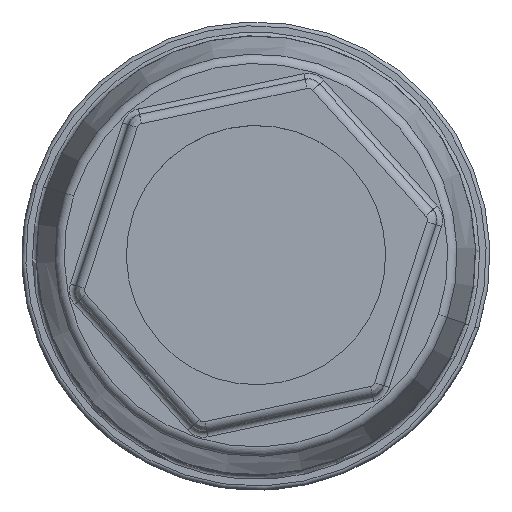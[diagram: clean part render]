
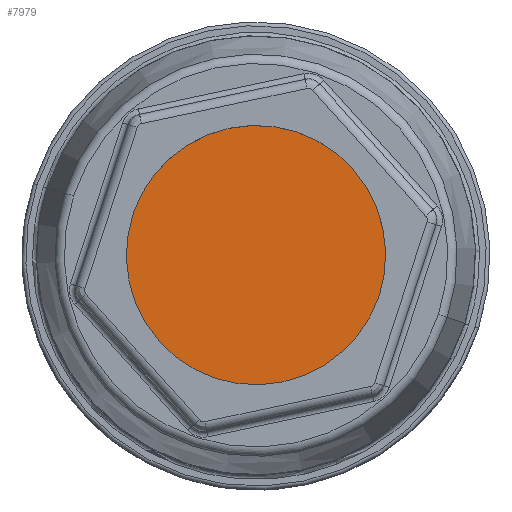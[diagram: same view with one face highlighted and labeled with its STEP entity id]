
A CAD part, top view. The second image highlights one B-rep face of the part: STEP entity #7979.
In plain terms, the highlighted planar face has unit normal (0, 0, 1).
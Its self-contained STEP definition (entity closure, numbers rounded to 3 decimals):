
#7936=AXIS2_PLACEMENT_3D('Circle Axis2P3D',#7934,#7935,$) ;
#7960=AXIS2_PLACEMENT_3D('Circle Axis2P3D',#7958,#7959,$) ;
#7973=AXIS2_PLACEMENT_3D('Plane Axis2P3D',#7970,#7971,#7972) ;
#7931=CARTESIAN_POINT('Vertex',(14.372,18.738,51.15)) ;
#7934=CARTESIAN_POINT('Axis2P3D Location',(12.271,12.271,51.15)) ;
#7938=CARTESIAN_POINT('Vertex',(10.17,5.804,51.15)) ;
#7958=CARTESIAN_POINT('Axis2P3D Location',(12.271,12.271,51.15)) ;
#7970=CARTESIAN_POINT('Axis2P3D Location',(12.271,12.271,51.15)) ;
#7935=DIRECTION('Axis2P3D Direction',(0.,0.,1.)) ;
#7959=DIRECTION('Axis2P3D Direction',(0.,0.,1.)) ;
#7971=DIRECTION('Axis2P3D Direction',(0.,0.,1.)) ;
#7972=DIRECTION('Axis2P3D XDirection',(0.309,0.951,0.)) ;
#7976=ORIENTED_EDGE('',*,*,#7962,.F.) ;
#7977=ORIENTED_EDGE('',*,*,#7940,.F.) ;
#7979=ADVANCED_FACE('Hauptkoerper',(#7978),#7974,.T.) ;
#7937=CIRCLE('generated circle',#7936,6.8) ;
#7961=CIRCLE('generated circle',#7960,6.8) ;
#7940=EDGE_CURVE('',#7932,#7939,#7937,.F.) ;
#7962=EDGE_CURVE('',#7939,#7932,#7961,.F.) ;
#7975=EDGE_LOOP('',(#7976,#7977)) ;
#7978=FACE_OUTER_BOUND('',#7975,.T.) ;
#7974=PLANE('',#7973) ;
#7932=VERTEX_POINT('',#7931) ;
#7939=VERTEX_POINT('',#7938) ;
